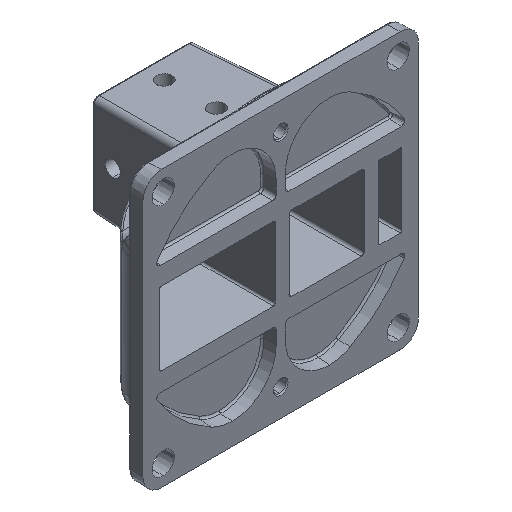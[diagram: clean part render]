
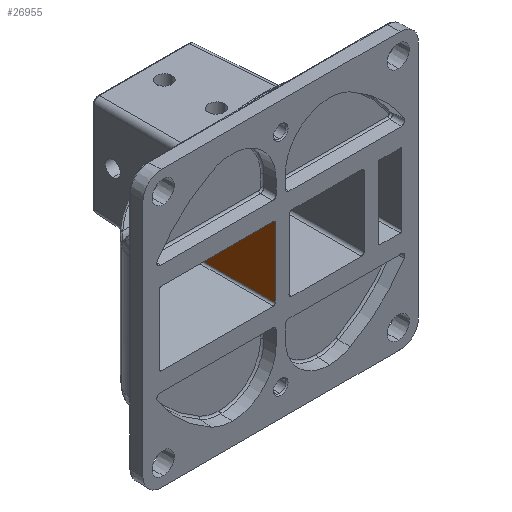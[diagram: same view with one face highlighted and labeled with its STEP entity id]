
A CAD part, isometric view. The second image highlights one B-rep face of the part: STEP entity #26955.
In plain terms, the highlighted planar face has unit normal (-0.999, -0.035, 0).
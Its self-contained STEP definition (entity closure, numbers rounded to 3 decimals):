
#45 = PLANE('',#46);
#46 = AXIS2_PLACEMENT_3D('',#47,#48,#49);
#47 = CARTESIAN_POINT('',(-90.,0.001,-65.));
#48 = DIRECTION('',(0.,-1.,0.));
#49 = DIRECTION('',(0.,0.,-1.));
#4704 = CYLINDRICAL_SURFACE('',#4705,4.);
#4705 = AXIS2_PLACEMENT_3D('',#4706,#4707,#4708);
#4706 = CARTESIAN_POINT('',(-33.458,41.681,-20.));
#4707 = DIRECTION('',(0.,0.,-1.));
#4708 = DIRECTION('',(1.,0.,0.));
#24811 = VERTEX_POINT('',#24812);
#24812 = CARTESIAN_POINT('',(-28.,0.001,
    19.001));
#24828 = CYLINDRICAL_SURFACE('',#24829,1.);
#24829 = AXIS2_PLACEMENT_3D('',#24830,#24831,#24832);
#24830 = CARTESIAN_POINT('',(-29.047,1.324,
    18.953));
#24831 = DIRECTION('',(-0.035,0.999,
    -0.035));
#24832 = DIRECTION('',(0.,-0.035,
    -0.999));
#24862 = EDGE_CURVE('',#24811,#24863,#24865,.T.);
#24863 = VERTEX_POINT('',#24864);
#24864 = CARTESIAN_POINT('',(-28.,0.001,-19.001));
#24865 = SURFACE_CURVE('',#24866,(#24870,#24877),.PCURVE_S1.);
#24866 = LINE('',#24867,#24868);
#24867 = CARTESIAN_POINT('',(-28.,0.001,-20.));
#24868 = VECTOR('',#24869,1.);
#24869 = DIRECTION('',(-0.,-0.,-1.));
#24870 = PCURVE('',#45,#24871);
#24871 = DEFINITIONAL_REPRESENTATION('',(#24872),#24876);
#24872 = LINE('',#24873,#24874);
#24873 = CARTESIAN_POINT('',(-45.,62.));
#24874 = VECTOR('',#24875,1.);
#24875 = DIRECTION('',(1.,0.));
#24876 = ( GEOMETRIC_REPRESENTATION_CONTEXT(2) 
PARAMETRIC_REPRESENTATION_CONTEXT() REPRESENTATION_CONTEXT('2D SPACE',''
  ) );
#24877 = PCURVE('',#24878,#24883);
#24878 = PLANE('',#24879);
#24879 = AXIS2_PLACEMENT_3D('',#24880,#24881,#24882);
#24880 = CARTESIAN_POINT('',(-28.,0.,-20.));
#24881 = DIRECTION('',(-0.999,-0.035,0.));
#24882 = DIRECTION('',(-0.035,0.999,0.));
#24883 = DEFINITIONAL_REPRESENTATION('',(#24884),#24888);
#24884 = LINE('',#24885,#24886);
#24885 = CARTESIAN_POINT('',(0.001,0.));
#24886 = VECTOR('',#24887,1.);
#24887 = DIRECTION('',(0.,1.));
#24888 = ( GEOMETRIC_REPRESENTATION_CONTEXT(2) 
PARAMETRIC_REPRESENTATION_CONTEXT() REPRESENTATION_CONTEXT('2D SPACE',''
  ) );
#24908 = CYLINDRICAL_SURFACE('',#24909,1.);
#24909 = AXIS2_PLACEMENT_3D('',#24910,#24911,#24912);
#24910 = CARTESIAN_POINT('',(-28.998,-0.07,
    -19.002));
#24911 = DIRECTION('',(-0.035,0.999,
    0.035));
#24912 = DIRECTION('',(0.,0.035,
    -0.999));
#25857 = VERTEX_POINT('',#25858);
#25858 = CARTESIAN_POINT('',(-29.46,41.821,
    17.54));
#25955 = EDGE_CURVE('',#25857,#25956,#25958,.T.);
#25956 = VERTEX_POINT('',#25957);
#25957 = CARTESIAN_POINT('',(-29.46,41.821,
    -17.54));
#25958 = SURFACE_CURVE('',#25959,(#25963,#25970),.PCURVE_S1.);
#25959 = LINE('',#25960,#25961);
#25960 = CARTESIAN_POINT('',(-29.46,41.821,
    -18.394));
#25961 = VECTOR('',#25962,1.);
#25962 = DIRECTION('',(-0.,-0.,-1.));
#25963 = PCURVE('',#4704,#25964);
#25964 = DEFINITIONAL_REPRESENTATION('',(#25965),#25969);
#25965 = LINE('',#25966,#25967);
#25966 = CARTESIAN_POINT('',(6.248,-1.606));
#25967 = VECTOR('',#25968,1.);
#25968 = DIRECTION('',(0.,1.));
#25969 = ( GEOMETRIC_REPRESENTATION_CONTEXT(2) 
PARAMETRIC_REPRESENTATION_CONTEXT() REPRESENTATION_CONTEXT('2D SPACE',''
  ) );
#25970 = PCURVE('',#24878,#25971);
#25971 = DEFINITIONAL_REPRESENTATION('',(#25972),#25976);
#25972 = LINE('',#25973,#25974);
#25973 = CARTESIAN_POINT('',(41.846,-1.606));
#25974 = VECTOR('',#25975,1.);
#25975 = DIRECTION('',(0.,1.));
#25976 = ( GEOMETRIC_REPRESENTATION_CONTEXT(2) 
PARAMETRIC_REPRESENTATION_CONTEXT() REPRESENTATION_CONTEXT('2D SPACE',''
  ) );
#26725 = EDGE_CURVE('',#24811,#25857,#26726,.T.);
#26726 = SURFACE_CURVE('',#26727,(#26731,#26738),.PCURVE_S1.);
#26727 = LINE('',#26728,#26729);
#26728 = CARTESIAN_POINT('',(-29.459,41.786,
    17.541));
#26729 = VECTOR('',#26730,1.);
#26730 = DIRECTION('',(-0.035,0.999,
    -0.035));
#26731 = PCURVE('',#24828,#26732);
#26732 = DEFINITIONAL_REPRESENTATION('',(#26733),#26737);
#26733 = LINE('',#26734,#26735);
#26734 = CARTESIAN_POINT('',(4.711,40.476));
#26735 = VECTOR('',#26736,1.);
#26736 = DIRECTION('',(0.,1.));
#26737 = ( GEOMETRIC_REPRESENTATION_CONTEXT(2) 
PARAMETRIC_REPRESENTATION_CONTEXT() REPRESENTATION_CONTEXT('2D SPACE',''
  ) );
#26738 = PCURVE('',#24878,#26739);
#26739 = DEFINITIONAL_REPRESENTATION('',(#26740),#26744);
#26740 = LINE('',#26741,#26742);
#26741 = CARTESIAN_POINT('',(41.811,-37.541));
#26742 = VECTOR('',#26743,1.);
#26743 = DIRECTION('',(0.999,0.035));
#26744 = ( GEOMETRIC_REPRESENTATION_CONTEXT(2) 
PARAMETRIC_REPRESENTATION_CONTEXT() REPRESENTATION_CONTEXT('2D SPACE',''
  ) );
#26871 = EDGE_CURVE('',#25956,#24863,#26872,.T.);
#26872 = SURFACE_CURVE('',#26873,(#26877,#26884),.PCURVE_S1.);
#26873 = LINE('',#26874,#26875);
#26874 = CARTESIAN_POINT('',(-27.999,-0.035,
    -19.002));
#26875 = VECTOR('',#26876,1.);
#26876 = DIRECTION('',(0.035,-0.999,
    -0.035));
#26877 = PCURVE('',#24908,#26878);
#26878 = DEFINITIONAL_REPRESENTATION('',(#26879),#26883);
#26879 = LINE('',#26880,#26881);
#26880 = CARTESIAN_POINT('',(4.714,0.));
#26881 = VECTOR('',#26882,1.);
#26882 = DIRECTION('',(0.,-1.));
#26883 = ( GEOMETRIC_REPRESENTATION_CONTEXT(2) 
PARAMETRIC_REPRESENTATION_CONTEXT() REPRESENTATION_CONTEXT('2D SPACE',''
  ) );
#26884 = PCURVE('',#24878,#26885);
#26885 = DEFINITIONAL_REPRESENTATION('',(#26886),#26890);
#26886 = LINE('',#26887,#26888);
#26887 = CARTESIAN_POINT('',(-0.035,-0.998));
#26888 = VECTOR('',#26889,1.);
#26889 = DIRECTION('',(-0.999,0.035));
#26890 = ( GEOMETRIC_REPRESENTATION_CONTEXT(2) 
PARAMETRIC_REPRESENTATION_CONTEXT() REPRESENTATION_CONTEXT('2D SPACE',''
  ) );
#26955 = ADVANCED_FACE('',(#26956),#24878,.T.);
#26956 = FACE_BOUND('',#26957,.T.);
#26957 = EDGE_LOOP('',(#26958,#26959,#26960,#26961));
#26958 = ORIENTED_EDGE('',*,*,#24862,.F.);
#26959 = ORIENTED_EDGE('',*,*,#26725,.T.);
#26960 = ORIENTED_EDGE('',*,*,#25955,.T.);
#26961 = ORIENTED_EDGE('',*,*,#26871,.T.);
